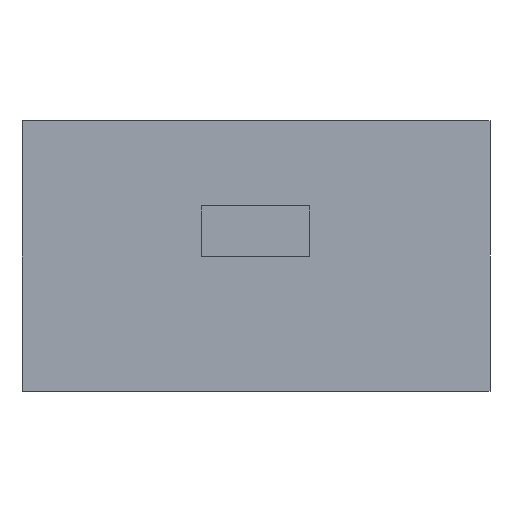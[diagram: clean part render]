
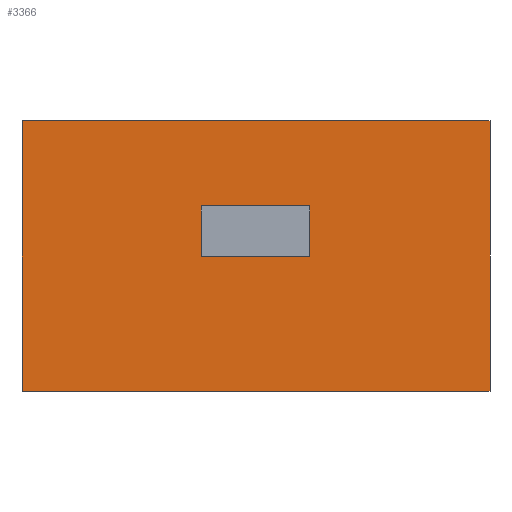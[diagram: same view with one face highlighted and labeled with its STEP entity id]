
A CAD part, front view. The second image highlights one B-rep face of the part: STEP entity #3366.
In plain terms, the highlighted planar face has unit normal (0, -1, 0).
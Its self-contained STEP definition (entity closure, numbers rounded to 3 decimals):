
#227=FACE_BOUND('',#572,.T.);
#341=FACE_OUTER_BOUND('',#571,.T.);
#571=EDGE_LOOP('',(#2397,#2398,#2399,#2400,#2401,#2402));
#572=EDGE_LOOP('',(#2403,#2404,#2405,#2406));
#927=LINE('',#5134,#1248);
#942=LINE('',#5166,#1263);
#943=LINE('',#5168,#1264);
#944=LINE('',#5169,#1265);
#945=LINE('',#5171,#1266);
#946=LINE('',#5172,#1267);
#947=LINE('',#5175,#1268);
#948=LINE('',#5177,#1269);
#949=LINE('',#5179,#1270);
#950=LINE('',#5180,#1271);
#1248=VECTOR('',#4056,10.);
#1263=VECTOR('',#4083,10.);
#1264=VECTOR('',#4084,10.);
#1265=VECTOR('',#4085,10.);
#1266=VECTOR('',#4086,10.);
#1267=VECTOR('',#4087,10.);
#1268=VECTOR('',#4088,10.);
#1269=VECTOR('',#4089,10.);
#1270=VECTOR('',#4090,10.);
#1271=VECTOR('',#4091,10.);
#1554=VERTEX_POINT('',#5122);
#1559=VERTEX_POINT('',#5132);
#1569=VERTEX_POINT('',#5164);
#1570=VERTEX_POINT('',#5165);
#1571=VERTEX_POINT('',#5167);
#1572=VERTEX_POINT('',#5170);
#1573=VERTEX_POINT('',#5173);
#1574=VERTEX_POINT('',#5174);
#1575=VERTEX_POINT('',#5176);
#1576=VERTEX_POINT('',#5178);
#1883=EDGE_CURVE('',#1554,#1559,#927,.T.);
#1898=EDGE_CURVE('',#1569,#1570,#942,.T.);
#1899=EDGE_CURVE('',#1570,#1571,#943,.T.);
#1900=EDGE_CURVE('',#1571,#1554,#944,.T.);
#1901=EDGE_CURVE('',#1559,#1572,#945,.T.);
#1902=EDGE_CURVE('',#1572,#1569,#946,.T.);
#1903=EDGE_CURVE('',#1573,#1574,#947,.T.);
#1904=EDGE_CURVE('',#1574,#1575,#948,.T.);
#1905=EDGE_CURVE('',#1575,#1576,#949,.T.);
#1906=EDGE_CURVE('',#1576,#1573,#950,.T.);
#2397=ORIENTED_EDGE('',*,*,#1898,.T.);
#2398=ORIENTED_EDGE('',*,*,#1899,.T.);
#2399=ORIENTED_EDGE('',*,*,#1900,.T.);
#2400=ORIENTED_EDGE('',*,*,#1883,.T.);
#2401=ORIENTED_EDGE('',*,*,#1901,.T.);
#2402=ORIENTED_EDGE('',*,*,#1902,.T.);
#2403=ORIENTED_EDGE('',*,*,#1903,.T.);
#2404=ORIENTED_EDGE('',*,*,#1904,.T.);
#2405=ORIENTED_EDGE('',*,*,#1905,.T.);
#2406=ORIENTED_EDGE('',*,*,#1906,.T.);
#3206=PLANE('',#3601);
#3366=ADVANCED_FACE('',(#341,#227),#3206,.T.);
#3601=AXIS2_PLACEMENT_3D('',#5163,#4081,#4082);
#4056=DIRECTION('',(0.,0.,-1.));
#4081=DIRECTION('center_axis',(0.,-1.,0.));
#4082=DIRECTION('ref_axis',(0.,0.,-1.));
#4083=DIRECTION('',(-1.,0.,0.));
#4084=DIRECTION('',(0.,0.,-1.));
#4085=DIRECTION('',(1.,0.,0.));
#4086=DIRECTION('',(1.,0.,0.));
#4087=DIRECTION('',(0.,0.,1.));
#4088=DIRECTION('',(-1.,0.,0.));
#4089=DIRECTION('',(0.,0.,1.));
#4090=DIRECTION('',(1.,0.,0.));
#4091=DIRECTION('',(0.,0.,-1.));
#5122=CARTESIAN_POINT('',(6.985,13.78,-2.987));
#5132=CARTESIAN_POINT('',(6.985,13.78,-2.988));
#5134=CARTESIAN_POINT('',(6.985,13.78,-2.987));
#5163=CARTESIAN_POINT('Origin',(29.413,13.78,16.365));
#5164=CARTESIAN_POINT('',(58.574,13.78,28.717));
#5165=CARTESIAN_POINT('',(3.751,13.78,28.717));
#5166=CARTESIAN_POINT('',(5.251,13.78,28.717));
#5167=CARTESIAN_POINT('',(3.751,13.78,-2.987));
#5168=CARTESIAN_POINT('',(3.751,13.78,-2.988));
#5169=CARTESIAN_POINT('',(5.251,13.78,-2.987));
#5170=CARTESIAN_POINT('',(58.574,13.78,-2.988));
#5171=CARTESIAN_POINT('',(53.574,13.78,-2.988));
#5172=CARTESIAN_POINT('',(58.574,13.78,-2.988));
#5173=CARTESIAN_POINT('',(37.464,13.78,12.786));
#5174=CARTESIAN_POINT('',(24.758,13.78,12.786));
#5175=CARTESIAN_POINT('',(37.464,13.78,12.786));
#5176=CARTESIAN_POINT('',(24.758,13.78,18.729));
#5177=CARTESIAN_POINT('',(24.758,13.78,12.786));
#5178=CARTESIAN_POINT('',(37.464,13.78,18.729));
#5179=CARTESIAN_POINT('',(24.758,13.78,18.729));
#5180=CARTESIAN_POINT('',(37.464,13.78,18.729));
